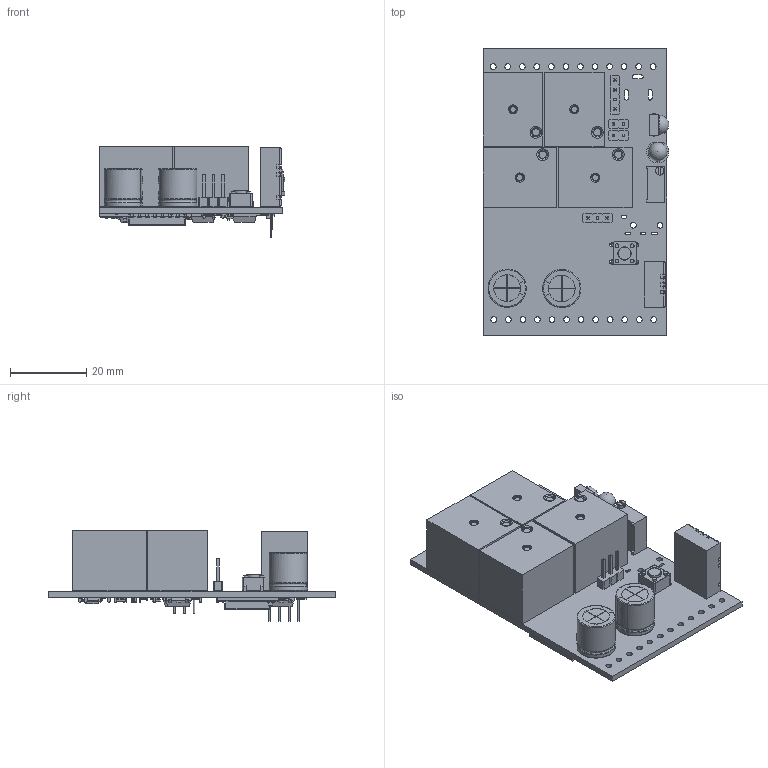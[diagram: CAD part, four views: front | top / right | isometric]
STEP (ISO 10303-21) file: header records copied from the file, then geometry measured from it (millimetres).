
FILE_DESCRIPTION(('KiCad electronic assembly'),'2;1');
FILE_NAME('IoTmanager.step','2025-07-04T21:45:41',('Pcbnew'),('Kicad'), 'Open CASCADE STEP processor 7.8','KiCad to STEP converter','Unknown' );
FILE_SCHEMA(('AUTOMOTIVE_DESIGN { 1 0 10303 214 1 1 1 1 }'));
Length unit declared in the file: millimetre
Products named in the file (34): IoTmanager 1; PinHeader_1x03_P2.54mm_Vertical; PinHeader_1x03_P254mm_Vertical; Potentiometer_Bourns_3296W_Vertical; LED_D5.0mm_IRGrey; Vishay_MINIMOLD-3Pin; Vishay_MINIMOLD-3pin; SRD-05VDC-SL-C; SRD-12VDC-SL-C; SW_PUSH_6mm_H4.3mm; SW_PUSH_6mm_h4.3mm; PinHeader_1x04_P2.54mm_Vertical; PinHeader_1x04_P254mm_Vertical; CP_Radial_D10.0mm_P3.50mm; CP_Radial_D100mm_P350mm; PinHeader_1x02_P2.54mm_Vertical; PinHeader_1x02_P254mm_Vertical; Aosong_DHT11_5.5x12.0_P2.54mm; R_0805_2012Metric; SOT-363_SC-70-6; SOT_363_SC_70_6; TO-252-2; CQ assembly; ESP-12E; ESP_12E001_cp; SOT-223; SOT_223; C_0805_2012Metric; IoTmanager-v2_PCB
Assembly tree (68 placements, depth 3):
  IoTmanager 1
    PinHeader_1x03_P2.54mm_Vertical
      PinHeader_1x03_P254mm_Vertical
    Potentiometer_Bourns_3296W_Vertical
      Potentiometer_Bourns_3296W_Vertical
    LED_D5.0mm_IRGrey
      LED_D5.0mm_IRGrey
    Vishay_MINIMOLD-3Pin
      Vishay_MINIMOLD-3pin
    SRD-05VDC-SL-C  x4
      SRD-12VDC-SL-C
    SW_PUSH_6mm_H4.3mm
      SW_PUSH_6mm_h4.3mm
    PinHeader_1x04_P2.54mm_Vertical
      PinHeader_1x04_P254mm_Vertical
    CP_Radial_D10.0mm_P3.50mm  x2
      CP_Radial_D100mm_P350mm
    PinHeader_1x02_P2.54mm_Vertical  x2
      PinHeader_1x02_P254mm_Vertical
    Aosong_DHT11_5.5x12.0_P2.54mm
      Aosong_DHT11_5.5x12.0_P2.54mm
    R_0805_2012Metric  x25
      R_0805_2012Metric
    SOT-363_SC-70-6  x4
      SOT_363_SC_70_6
    TO-252-2  x3
      CQ assembly
    ESP-12E
      ESP_12E001_cp
    SOT-223  x2
      SOT_223
    C_0805_2012Metric
      C_0805_2012Metric
    IoTmanager-v2_PCB
Bounding box: 48.64 x 75 x 23.8 mm (x, y, z)
Volume: 29271.4 mm3; surface area: 21039.5 mm2
Topology: 131 solids, 133 shells, 3252 faces, 8121 edges, 5153 vertices
Faces by surface type: plane 2261, cylinder 761, bspline 162, torus 37, cone 16, revolution 8, sphere 7
Full cylindrical faces by diameter (mm): 0.5 x4, 0.51 x3, 0.65 x16, 0.7 x16, 0.8 x7, 0.9 x5, 1 x22, 1.1 x4, 1.29 x4, 1.32 x16, 1.5 x26, 2.19 x1, 3.5 x1, 4.9 x1, 5 x1
Entity records: 64615 total; most frequent: CARTESIAN_POINT 10051, ORIENTED_EDGE 8838, DIRECTION 8783, EDGE_CURVE 4419, LINE 3469, VECTOR 3469, VERTEX_POINT 2809, AXIS2_PLACEMENT_3D 2655
